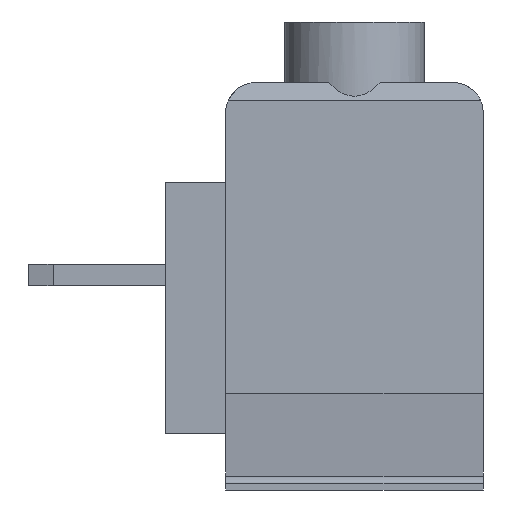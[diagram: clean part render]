
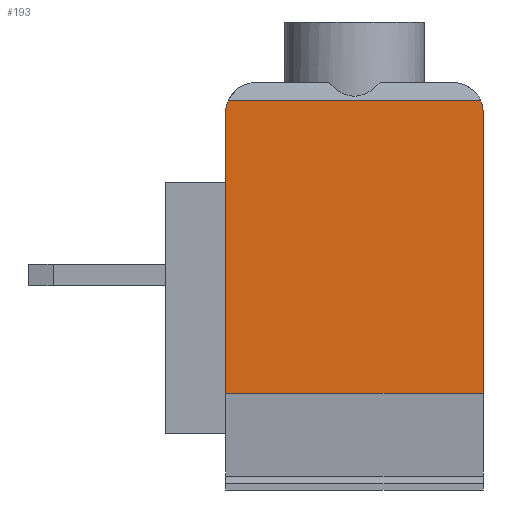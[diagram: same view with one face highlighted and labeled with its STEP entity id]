
A CAD part, left-side view. The second image highlights one B-rep face of the part: STEP entity #193.
In plain terms, the highlighted planar face has unit normal (-1, 0, 0).
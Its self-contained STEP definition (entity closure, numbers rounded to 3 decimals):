
#193 = ADVANCED_FACE( '', ( #545 ), #546, .T. );
#545 = FACE_OUTER_BOUND( '', #1075, .T. );
#546 = PLANE( '', #1076 );
#1075 = EDGE_LOOP( '', ( #1604, #1605, #1606, #1607, #1608, #1609 ) );
#1076 = AXIS2_PLACEMENT_3D( '', #1610, #1611, #1612 );
#1604 = ORIENTED_EDGE( '', *, *, #3127, .F. );
#1605 = ORIENTED_EDGE( '', *, *, #3128, .T. );
#1606 = ORIENTED_EDGE( '', *, *, #3129, .T. );
#1607 = ORIENTED_EDGE( '', *, *, #3130, .T. );
#1608 = ORIENTED_EDGE( '', *, *, #3131, .F. );
#1609 = ORIENTED_EDGE( '', *, *, #3132, .T. );
#1610 = CARTESIAN_POINT( '', ( -7.5, -4.25, -6.2 ) );
#1611 = DIRECTION( '', ( -1., 0., 0. ) );
#1612 = DIRECTION( '', ( 0., 0., 1. ) );
#3127 = EDGE_CURVE( '', #3727, #3728, #3729, .T. );
#3128 = EDGE_CURVE( '', #3727, #3730, #3731, .T. );
#3129 = EDGE_CURVE( '', #3730, #3732, #3733, .T. );
#3130 = EDGE_CURVE( '', #3732, #3734, #3735, .T. );
#3131 = EDGE_CURVE( '', #3736, #3734, #3737, .T. );
#3132 = EDGE_CURVE( '', #3736, #3728, #3738, .T. );
#3727 = VERTEX_POINT( '', #4609 );
#3728 = VERTEX_POINT( '', #4610 );
#3729 = LINE( '', #4611, #4612 );
#3730 = VERTEX_POINT( '', #4613 );
#3731 = LINE( '', #4614, #4615 );
#3732 = VERTEX_POINT( '', #4616 );
#3733 = LINE( '', #4617, #4618 );
#3734 = VERTEX_POINT( '', #4619 );
#3735 = CIRCLE( '', #4620, 1. );
#3736 = VERTEX_POINT( '', #4621 );
#3737 = LINE( '', #4622, #4623 );
#3738 = CIRCLE( '', #4624, 1. );
#4609 = CARTESIAN_POINT( '', ( -7.5, 4.25, -3. ) );
#4610 = CARTESIAN_POINT( '', ( -7.5, 4.25, 6.25 ) );
#4611 = CARTESIAN_POINT( '', ( -7.5, 4.25, -6.2 ) );
#4612 = VECTOR( '', #5840, 1000. );
#4613 = CARTESIAN_POINT( '', ( -7.5, -4.25, -3. ) );
#4614 = CARTESIAN_POINT( '', ( -7.5, 19.057, -3. ) );
#4615 = VECTOR( '', #5841, 1000. );
#4616 = CARTESIAN_POINT( '', ( -7.5, -4.25, 6.25 ) );
#4617 = CARTESIAN_POINT( '', ( -7.5, -4.25, -6.2 ) );
#4618 = VECTOR( '', #5842, 1000. );
#4619 = CARTESIAN_POINT( '', ( -7.5, -4.167, 6.65 ) );
#4620 = AXIS2_PLACEMENT_3D( '', #5843, #5844, #5845 );
#4621 = CARTESIAN_POINT( '', ( -7.5, 4.167, 6.65 ) );
#4622 = CARTESIAN_POINT( '', ( -7.5, 4.25, 6.65 ) );
#4623 = VECTOR( '', #5846, 1000. );
#4624 = AXIS2_PLACEMENT_3D( '', #5847, #5848, #5849 );
#5840 = DIRECTION( '', ( 0., 0., 1. ) );
#5841 = DIRECTION( '', ( 0., -1., 0. ) );
#5842 = DIRECTION( '', ( 0., 0., 1. ) );
#5843 = CARTESIAN_POINT( '', ( -7.5, -3.25, 6.25 ) );
#5844 = DIRECTION( '', ( -1., 0., 0. ) );
#5845 = DIRECTION( '', ( 0., 0., 1. ) );
#5846 = DIRECTION( '', ( 0., -1., 0. ) );
#5847 = CARTESIAN_POINT( '', ( -7.5, 3.25, 6.25 ) );
#5848 = DIRECTION( '', ( -1., 0., 0. ) );
#5849 = DIRECTION( '', ( 0., 0., 1. ) );
